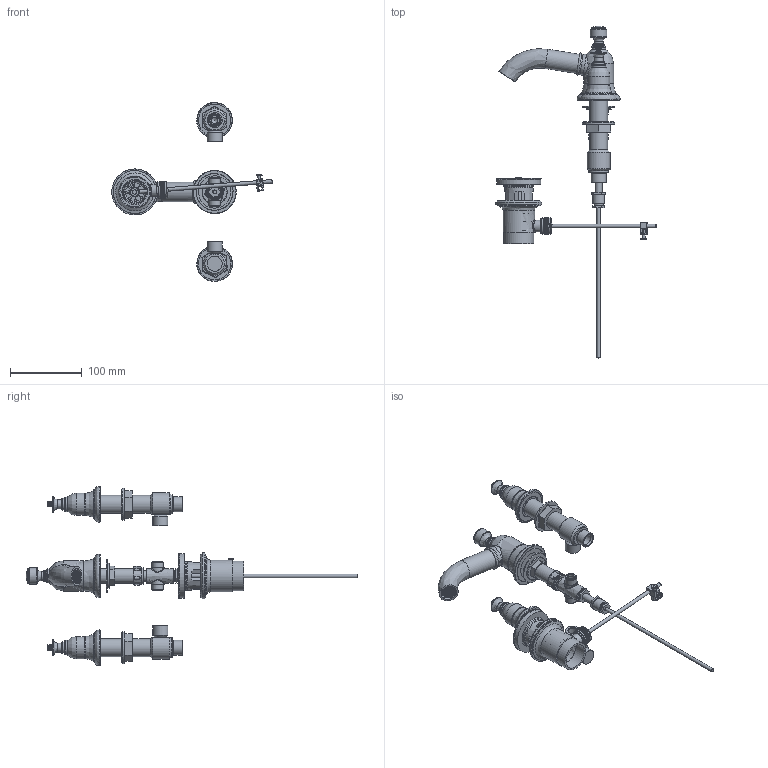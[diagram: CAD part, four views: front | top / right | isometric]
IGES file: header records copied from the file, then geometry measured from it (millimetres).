
Global section: file name: V214; native system: Autodesk Inventor 2018; preprocessor: unknown; author: adaniels; date: 20190708.143011; units: millimetre
Bounding box: 223.74 x 463.15 x 249.9 mm (x, y, z)
Volume: 497785.4 mm3; surface area: 252677.2 mm2
Topology: 65 solids, 66 shells, 3767 faces, 9914 edges, 6609 vertices
Faces by surface type: bspline 3767
